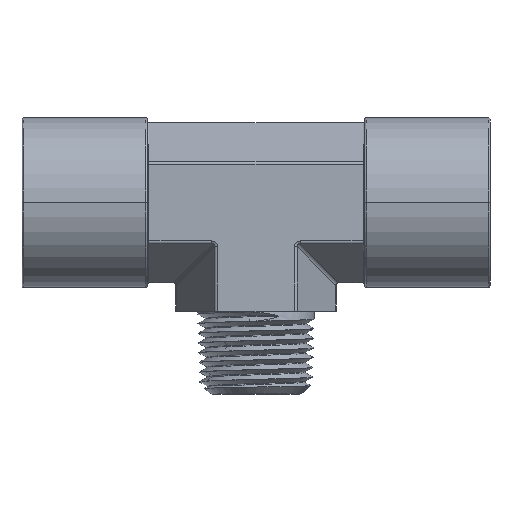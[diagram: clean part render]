
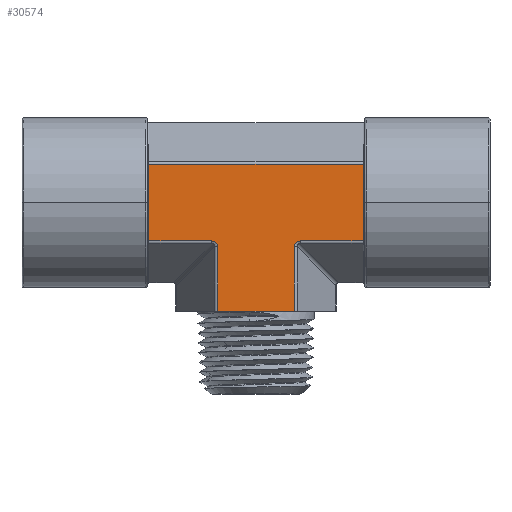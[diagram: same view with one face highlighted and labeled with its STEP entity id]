
A CAD part, top view. The second image highlights one B-rep face of the part: STEP entity #30574.
In plain terms, the highlighted planar face has unit normal (0, 0, 1).
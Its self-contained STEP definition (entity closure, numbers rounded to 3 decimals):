
#341=DIRECTION('',(-1.,0.,0.));
#342=VECTOR('',#341,11.316);
#343=CARTESIAN_POINT('',(5.658,-16.,10.3));
#344=LINE('',#343,#342);
#17974=DIRECTION('',(0.,-1.,0.));
#17975=VECTOR('',#17974,11.316);
#17976=CARTESIAN_POINT('',(15.8,5.658,10.3));
#17977=LINE('',#17976,#17975);
#17981=DIRECTION('',(-1.,0.,0.));
#17982=VECTOR('',#17981,9.276);
#17983=CARTESIAN_POINT('',(15.8,-5.658,10.3));
#17984=LINE('',#17983,#17982);
#17988=CARTESIAN_POINT('',(5.658,-6.524,
10.3));
#17989=CARTESIAN_POINT('',(5.658,-6.493,
10.3));
#17990=CARTESIAN_POINT('',(5.661,-6.433,
10.3));
#17991=CARTESIAN_POINT('',(5.672,-6.347,
10.3));
#17992=CARTESIAN_POINT('',(5.69,-6.265,
10.3));
#17993=CARTESIAN_POINT('',(5.715,-6.189,
10.3));
#17994=CARTESIAN_POINT('',(5.744,-6.12,
10.3));
#17995=CARTESIAN_POINT('',(5.778,-6.057,
10.3));
#17996=CARTESIAN_POINT('',(5.815,-5.999,
10.3));
#17997=CARTESIAN_POINT('',(5.855,-5.947,
10.3));
#17998=CARTESIAN_POINT('',(5.899,-5.899,10.3));
#17999=CARTESIAN_POINT('',(5.947,-5.855,
10.3));
#18000=CARTESIAN_POINT('',(6.,-5.814,
10.3));
#18001=CARTESIAN_POINT('',(6.057,-5.777,
10.3));
#18002=CARTESIAN_POINT('',(6.12,-5.744,
10.3));
#18003=CARTESIAN_POINT('',(6.19,-5.714,10.3));
#18004=CARTESIAN_POINT('',(6.266,-5.69,
10.3));
#18005=CARTESIAN_POINT('',(6.347,-5.672,
10.3));
#18006=CARTESIAN_POINT('',(6.434,-5.661,
10.3));
#18007=CARTESIAN_POINT('',(6.493,-5.658,
10.3));
#18008=CARTESIAN_POINT('',(6.524,-5.658,
10.3));
#18013=DIRECTION('',(0.,1.,0.));
#18014=VECTOR('',#18013,9.476);
#18015=CARTESIAN_POINT('',(5.658,-16.,10.3));
#18016=LINE('',#18015,#18014);
#18020=DIRECTION('',(0.,1.,0.));
#18021=VECTOR('',#18020,9.476);
#18022=CARTESIAN_POINT('',(-5.658,-16.,10.3));
#18023=LINE('',#18022,#18021);
#18027=CARTESIAN_POINT('',(-6.524,-5.658,
10.3));
#18028=CARTESIAN_POINT('',(-6.493,-5.658,
10.3));
#18029=CARTESIAN_POINT('',(-6.433,-5.661,
10.3));
#18030=CARTESIAN_POINT('',(-6.347,-5.672,
10.3));
#18031=CARTESIAN_POINT('',(-6.265,-5.69,
10.3));
#18032=CARTESIAN_POINT('',(-6.189,-5.715,
10.3));
#18033=CARTESIAN_POINT('',(-6.12,-5.744,
10.3));
#18034=CARTESIAN_POINT('',(-6.057,-5.778,
10.3));
#18035=CARTESIAN_POINT('',(-5.999,-5.815,
10.3));
#18036=CARTESIAN_POINT('',(-5.947,-5.855,
10.3));
#18037=CARTESIAN_POINT('',(-5.899,-5.899,10.3));
#18038=CARTESIAN_POINT('',(-5.855,-5.947,
10.3));
#18039=CARTESIAN_POINT('',(-5.814,-6.,
10.3));
#18040=CARTESIAN_POINT('',(-5.777,-6.057,
10.3));
#18041=CARTESIAN_POINT('',(-5.744,-6.12,
10.3));
#18042=CARTESIAN_POINT('',(-5.714,-6.19,10.3));
#18043=CARTESIAN_POINT('',(-5.69,-6.266,
10.3));
#18044=CARTESIAN_POINT('',(-5.672,-6.347,
10.3));
#18045=CARTESIAN_POINT('',(-5.661,-6.434,
10.3));
#18046=CARTESIAN_POINT('',(-5.658,-6.493,
10.3));
#18047=CARTESIAN_POINT('',(-5.658,-6.524,
10.3));
#18052=DIRECTION('',(1.,0.,0.));
#18053=VECTOR('',#18052,9.276);
#18054=CARTESIAN_POINT('',(-15.8,-5.658,10.3));
#18055=LINE('',#18054,#18053);
#18059=DIRECTION('',(0.,1.,0.));
#18060=VECTOR('',#18059,11.316);
#18061=CARTESIAN_POINT('',(-15.8,-5.658,10.3));
#18062=LINE('',#18061,#18060);
#18066=DIRECTION('',(1.,0.,0.));
#18067=VECTOR('',#18066,31.6);
#18068=CARTESIAN_POINT('',(-15.8,5.658,10.3));
#18069=LINE('',#18068,#18067);
#20266=CARTESIAN_POINT('',(5.658,-16.,10.3));
#20268=VERTEX_POINT('',#20266);
#20269=CARTESIAN_POINT('',(5.658,-6.524,
10.3));
#20270=VERTEX_POINT('',#20269);
#20271=VERTEX_POINT('',#18008);
#20272=CARTESIAN_POINT('',(-5.658,-16.,10.3));
#20274=VERTEX_POINT('',#20272);
#20278=CARTESIAN_POINT('',(-5.658,-6.524,
10.3));
#20279=VERTEX_POINT('',#20278);
#20313=CARTESIAN_POINT('',(15.8,5.658,10.3));
#20314=CARTESIAN_POINT('',(15.8,-5.658,10.3));
#20315=VERTEX_POINT('',#20313);
#20316=VERTEX_POINT('',#20314);
#20377=CARTESIAN_POINT('',(-15.8,-5.658,10.3));
#20378=CARTESIAN_POINT('',(-15.8,5.658,10.3));
#20379=VERTEX_POINT('',#20377);
#20380=VERTEX_POINT('',#20378);
#20464=VERTEX_POINT('',#18027);
#30549=CARTESIAN_POINT('',(0.,5.947,10.3));
#30550=DIRECTION('',(0.,0.,1.));
#30551=DIRECTION('',(0.,-1.,0.));
#30552=AXIS2_PLACEMENT_3D('',#30549,#30550,#30551);
#30553=PLANE('',#30552);
#30554=ORIENTED_EDGE('',*,*,#30540,.T.);
#30556=ORIENTED_EDGE('',*,*,#30555,.T.);
#30558=ORIENTED_EDGE('',*,*,#30557,.F.);
#30560=ORIENTED_EDGE('',*,*,#30559,.F.);
#30561=ORIENTED_EDGE('',*,*,#20692,.T.);
#30563=ORIENTED_EDGE('',*,*,#30562,.T.);
#30565=ORIENTED_EDGE('',*,*,#30564,.F.);
#30567=ORIENTED_EDGE('',*,*,#30566,.F.);
#30569=ORIENTED_EDGE('',*,*,#30568,.T.);
#30571=ORIENTED_EDGE('',*,*,#30570,.T.);
#30572=EDGE_LOOP('',(#30554,#30556,#30558,#30560,#30561,#30563,#30565,#30567,
#30569,#30571));
#30573=FACE_OUTER_BOUND('',#30572,.F.);
#18009=B_SPLINE_CURVE_WITH_KNOTS('',3,(#17988,#17989,#17990,#17991,#17992,
#17993,#17994,#17995,#17996,#17997,#17998,#17999,#18000,#18001,#18002,#18003,
#18004,#18005,#18006,#18007,#18008),.UNSPECIFIED.,.F.,.F.,(4,1,1,1,1,1,1,1,1,1,
1,1,1,1,1,1,1,1,4),(0.,0.056,0.111,0.167,
0.222,0.278,0.333,0.389,
0.444,0.5,0.556,0.611,0.667,
0.722,0.778,0.833,0.889,
0.944,1.),.UNSPECIFIED.);
#18048=B_SPLINE_CURVE_WITH_KNOTS('',3,(#18027,#18028,#18029,#18030,#18031,
#18032,#18033,#18034,#18035,#18036,#18037,#18038,#18039,#18040,#18041,#18042,
#18043,#18044,#18045,#18046,#18047),.UNSPECIFIED.,.F.,.F.,(4,1,1,1,1,1,1,1,1,1,
1,1,1,1,1,1,1,1,4),(0.,0.056,0.111,0.167,
0.222,0.278,0.333,0.389,
0.444,0.5,0.556,0.611,0.667,
0.722,0.778,0.833,0.889,
0.944,1.),.UNSPECIFIED.);
#20692=EDGE_CURVE('',#20268,#20274,#344,.T.);
#30540=EDGE_CURVE('',#20315,#20316,#17977,.T.);
#30555=EDGE_CURVE('',#20316,#20271,#17984,.T.);
#30557=EDGE_CURVE('',#20270,#20271,#18009,.T.);
#30559=EDGE_CURVE('',#20268,#20270,#18016,.T.);
#30562=EDGE_CURVE('',#20274,#20279,#18023,.T.);
#30564=EDGE_CURVE('',#20464,#20279,#18048,.T.);
#30566=EDGE_CURVE('',#20379,#20464,#18055,.T.);
#30568=EDGE_CURVE('',#20379,#20380,#18062,.T.);
#30570=EDGE_CURVE('',#20380,#20315,#18069,.T.);
#30574=ADVANCED_FACE('',(#30573),#30553,.T.);
